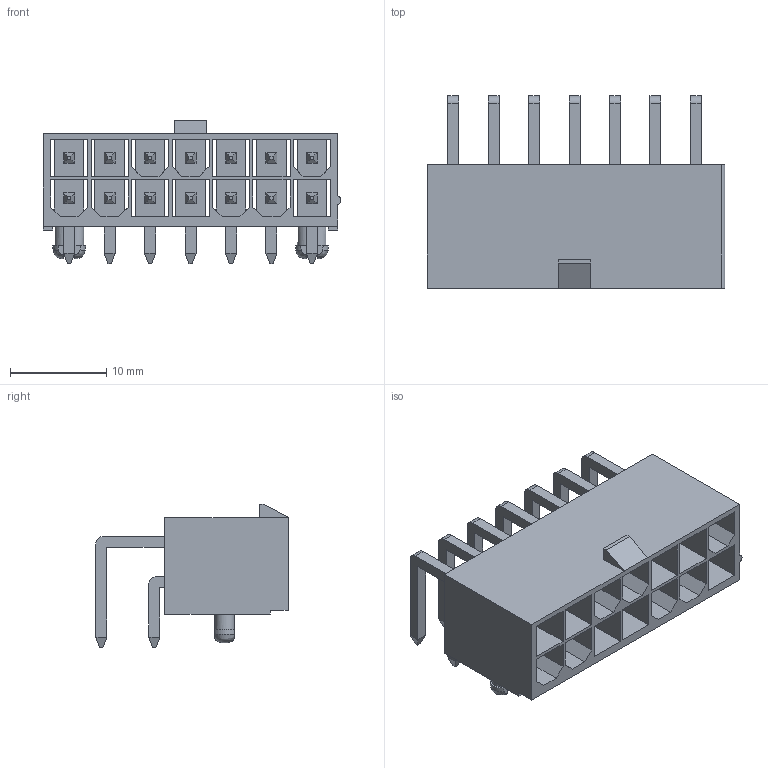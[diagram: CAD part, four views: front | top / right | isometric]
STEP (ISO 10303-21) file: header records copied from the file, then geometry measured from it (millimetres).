
FILE_DESCRIPTION(/* description */ ('Unknown'),/* implementation_level */ '2;1');
FILE_NAME(/* name */ '649014227222',/* time_stamp */ '2019-08-14T15:32:41+02:00',/* author */ ('Unknown'),/* organization */ ('Unknown'),/* preprocessor_version */ 'ST-DEVELOPER v16.7',/* originating_system */ 'DEX',/* authorisation */ $);
FILE_SCHEMA (('AUTOMOTIVE_DESIGN {1 0 10303 214 3 1 1}'));
Length unit declared in the file: millimetre
Products named in the file (4): 6490xx227222; 649014227222; 6490xx227222_PIN; 6490xx227222_PIN_BIS
Assembly tree (15 placements, depth 2):
  6490xx227222
    649014227222
    6490xx227222_PIN  x7
    6490xx227222_PIN_BIS  x7
Bounding box: 30.9 x 19.97 x 14.9 mm (x, y, z)
Volume: 2009.6 mm3; surface area: 5905.2 mm2
Topology: 15 solids, 15 shells, 548 faces, 1381 edges, 860 vertices
Faces by surface type: plane 517, cylinder 19, bspline 12
Entity records: 11281 total; most frequent: CARTESIAN_POINT 2421, ORIENTED_EDGE 1874, DIRECTION 1595, EDGE_CURVE 937, LINE 879, VECTOR 879, VERTEX_POINT 596, EDGE_LOOP 425
